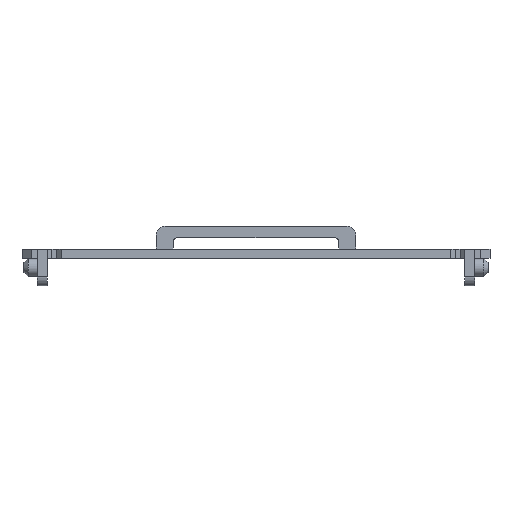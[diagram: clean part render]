
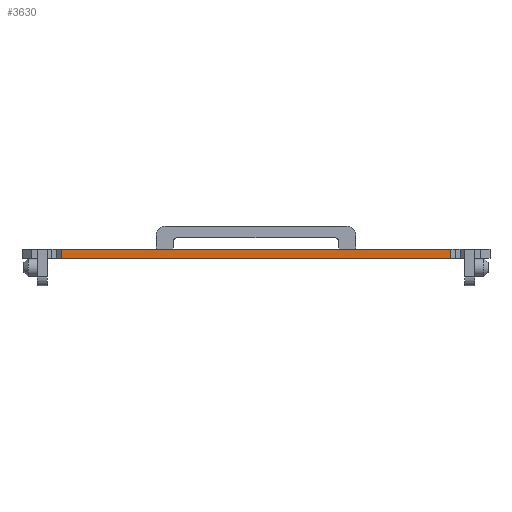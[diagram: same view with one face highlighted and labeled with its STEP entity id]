
A CAD part, front view. The second image highlights one B-rep face of the part: STEP entity #3630.
In plain terms, the highlighted planar face has unit normal (0, -1, 0).
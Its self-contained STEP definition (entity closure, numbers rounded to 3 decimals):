
#207=FACE_OUTER_BOUND('',#421,.T.);
#421=EDGE_LOOP('',(#2725,#2726,#2727,#2728));
#600=LINE('',#5058,#1026);
#780=LINE('',#6719,#1206);
#781=LINE('',#6722,#1207);
#783=LINE('',#6725,#1209);
#1026=VECTOR('',#3977,10.);
#1206=VECTOR('',#4221,10.);
#1207=VECTOR('',#4224,10.);
#1209=VECTOR('',#4228,10.);
#1526=VERTEX_POINT('',#5055);
#1527=VERTEX_POINT('',#5057);
#1713=VERTEX_POINT('',#6717);
#1714=VERTEX_POINT('',#6721);
#1879=EDGE_CURVE('',#1526,#1527,#600,.T.);
#2108=EDGE_CURVE('',#1526,#1713,#780,.T.);
#2109=EDGE_CURVE('',#1714,#1527,#781,.T.);
#2111=EDGE_CURVE('',#1713,#1714,#783,.T.);
#2725=ORIENTED_EDGE('',*,*,#2108,.T.);
#2726=ORIENTED_EDGE('',*,*,#2111,.T.);
#2727=ORIENTED_EDGE('',*,*,#2109,.T.);
#2728=ORIENTED_EDGE('',*,*,#1879,.F.);
#3481=PLANE('',#3817);
#3630=ADVANCED_FACE('',(#207),#3481,.T.);
#3817=AXIS2_PLACEMENT_3D('',#6724,#4226,#4227);
#3977=DIRECTION('',(1.,0.,0.));
#4221=DIRECTION('',(0.,0.,-1.));
#4224=DIRECTION('',(0.,0.,1.));
#4226=DIRECTION('center_axis',(0.,-1.,0.));
#4227=DIRECTION('ref_axis',(1.,0.,0.));
#4228=DIRECTION('',(1.,0.,0.));
#5055=CARTESIAN_POINT('',(-42.319,-64.624,2.));
#5057=CARTESIAN_POINT('',(42.319,-64.624,2.));
#5058=CARTESIAN_POINT('',(-50.828,-64.624,2.));
#6717=CARTESIAN_POINT('',(-42.319,-64.624,0.));
#6719=CARTESIAN_POINT('',(-42.319,-64.624,1.));
#6721=CARTESIAN_POINT('',(42.319,-64.624,0.));
#6722=CARTESIAN_POINT('',(42.319,-64.624,0.));
#6724=CARTESIAN_POINT('Origin',(-50.828,-64.624,0.));
#6725=CARTESIAN_POINT('',(-25.414,-64.624,0.));
